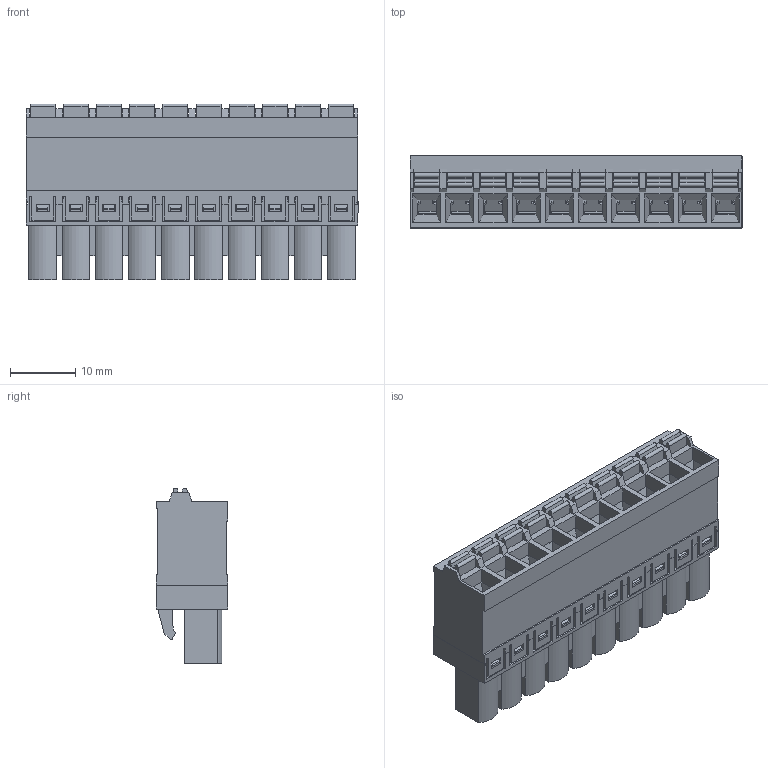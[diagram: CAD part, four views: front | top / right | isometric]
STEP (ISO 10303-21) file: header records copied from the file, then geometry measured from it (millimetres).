
FILE_DESCRIPTION(/* description */ ('Unknown'),/* implementation_level */ '2;1');
FILE_NAME(/* name */ '691304500010',/* time_stamp */ '2021-06-03T13:56:00+02:00',/* author */ ('Unknown'),/* organization */ ('Unknown'),/* preprocessor_version */ 'ST-DEVELOPER v16.7',/* originating_system */ 'Solid Edge',/* authorisation */ 'Unknown');
FILE_SCHEMA (('AUTOMOTIVE_DESIGN {1 0 10303 214 3 1 1}'));
Length unit declared in the file: millimetre
Products named in the file (6): 6913045000xx; 691304500010; 691304530010_Bas; 6913045300xx_Levier; 6913045300xx_Lamelle; 6913045300xx_Pin
Assembly tree (32 placements, depth 2):
  6913045000xx
    691304500010
    691304530010_Bas
    6913045300xx_Levier  x10
    6913045300xx_Lamelle  x10
    6913045300xx_Pin  x10
Bounding box: 50.8 x 11 x 26.91 mm (x, y, z)
Volume: 6183.4 mm3; surface area: 19710.1 mm2
Topology: 32 solids, 32 shells, 3838 faces, 10691 edges, 6942 vertices
Faces by surface type: plane 2882, cylinder 916, bspline 30, cone 10
Full cylindrical faces by diameter (mm): 1.5 x10, 3 x10
Entity records: 61755 total; most frequent: CARTESIAN_POINT 11062, ORIENTED_EDGE 10824, DIRECTION 9775, EDGE_CURVE 5412, LINE 4977, VECTOR 4977, VERTEX_POINT 3529, AXIS2_PLACEMENT_3D 2399
